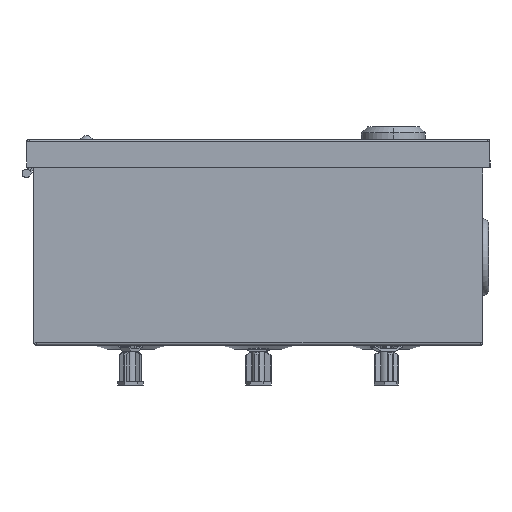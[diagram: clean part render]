
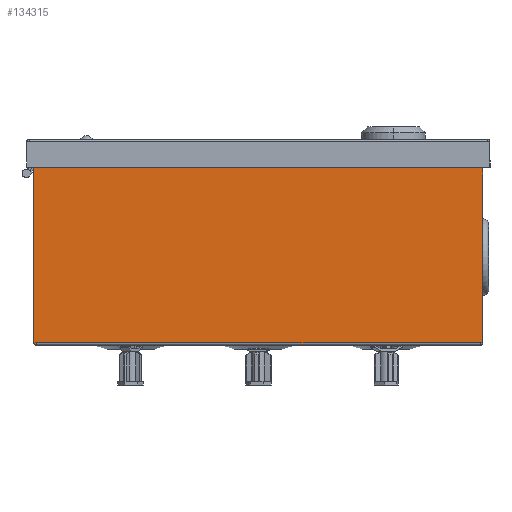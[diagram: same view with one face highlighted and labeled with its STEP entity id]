
A CAD part, front view. The second image highlights one B-rep face of the part: STEP entity #134315.
In plain terms, the highlighted planar face has unit normal (0, -1, 0).
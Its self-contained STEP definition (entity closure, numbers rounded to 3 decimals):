
#550 = VECTOR ( 'NONE', #58274, 1000. ) ;
#2184 = CARTESIAN_POINT ( 'NONE',  ( -79., -99., 0.1 ) ) ;
#12467 = EDGE_CURVE ( 'NONE', #103952, #96786, #89991, .T. ) ;
#13911 = LINE ( 'NONE', #45561, #135205 ) ;
#15947 = ORIENTED_EDGE ( 'NONE', *, *, #60642, .T. ) ;
#21712 = ORIENTED_EDGE ( 'NONE', *, *, #12467, .T. ) ;
#23754 = DIRECTION ( 'NONE',  ( 0., 0., 1. ) ) ;
#26133 = CARTESIAN_POINT ( 'NONE',  ( 79., -99., 69.7 ) ) ;
#31092 = CARTESIAN_POINT ( 'NONE',  ( 78.1, -99., 0.1 ) ) ;
#31273 = LINE ( 'NONE', #98609, #99474 ) ;
#35995 = LINE ( 'NONE', #124012, #42157 ) ;
#42157 = VECTOR ( 'NONE', #89469, 1000. ) ;
#42696 = LINE ( 'NONE', #120153, #123092 ) ;
#43517 = ORIENTED_EDGE ( 'NONE', *, *, #132702, .F. ) ;
#45561 = CARTESIAN_POINT ( 'NONE',  ( 79., -99., 0. ) ) ;
#47091 = VERTEX_POINT ( 'NONE', #31092 ) ;
#48122 = ORIENTED_EDGE ( 'NONE', *, *, #53715, .T. ) ;
#49486 = EDGE_CURVE ( 'NONE', #47091, #64163, #35995, .T. ) ;
#52325 = AXIS2_PLACEMENT_3D ( 'NONE', #95578, #138603, #85738 ) ;
#53715 = EDGE_CURVE ( 'NONE', #122641, #103952, #13911, .T. ) ;
#56606 = VERTEX_POINT ( 'NONE', #109598 ) ;
#57817 = CARTESIAN_POINT ( 'NONE',  ( -79., -99., 69.7 ) ) ;
#58274 = DIRECTION ( 'NONE',  ( -1., 0., 0. ) ) ;
#60642 = EDGE_CURVE ( 'NONE', #96786, #56606, #42696, .T. ) ;
#63906 = ORIENTED_EDGE ( 'NONE', *, *, #79029, .F. ) ;
#64163 = VERTEX_POINT ( 'NONE', #118853 ) ;
#66531 = DIRECTION ( 'NONE',  ( 0., 0., -1. ) ) ;
#68267 = DIRECTION ( 'NONE',  ( -1., 0., 0. ) ) ;
#79029 = EDGE_CURVE ( 'NONE', #64163, #56606, #31273, .T. ) ;
#85738 = DIRECTION ( 'NONE',  ( 0., 0., 1. ) ) ;
#89428 = DIRECTION ( 'NONE',  ( -1., 0., 0. ) ) ;
#89469 = DIRECTION ( 'NONE',  ( -1., 0., 0. ) ) ;
#89991 = LINE ( 'NONE', #122420, #550 ) ;
#95578 = CARTESIAN_POINT ( 'NONE',  ( 0., -99., 0. ) ) ;
#96271 = FACE_OUTER_BOUND ( 'NONE', #107803, .T. ) ;
#96786 = VERTEX_POINT ( 'NONE', #57817 ) ;
#98609 = CARTESIAN_POINT ( 'NONE',  ( -79., -99., 0.1 ) ) ;
#99474 = VECTOR ( 'NONE', #89428, 1000. ) ;
#103952 = VERTEX_POINT ( 'NONE', #26133 ) ;
#106400 = VECTOR ( 'NONE', #68267, 1000. ) ;
#107803 = EDGE_LOOP ( 'NONE', ( #43517, #48122, #21712, #15947, #63906, #127559 ) ) ;
#109598 = CARTESIAN_POINT ( 'NONE',  ( -79., -99., 0.1 ) ) ;
#118379 = CARTESIAN_POINT ( 'NONE',  ( 79., -99., 0.1 ) ) ;
#118853 = CARTESIAN_POINT ( 'NONE',  ( -78.1, -99., 0.1 ) ) ;
#120153 = CARTESIAN_POINT ( 'NONE',  ( -79., -99., 0. ) ) ;
#121840 = LINE ( 'NONE', #2184, #106400 ) ;
#122420 = CARTESIAN_POINT ( 'NONE',  ( 0., -99., 69.7 ) ) ;
#122641 = VERTEX_POINT ( 'NONE', #118379 ) ;
#123092 = VECTOR ( 'NONE', #66531, 1000. ) ;
#124012 = CARTESIAN_POINT ( 'NONE',  ( -79., -99., 0.1 ) ) ;
#127559 = ORIENTED_EDGE ( 'NONE', *, *, #49486, .F. ) ;
#130135 = PLANE ( 'NONE',  #52325 ) ;
#132702 = EDGE_CURVE ( 'NONE', #122641, #47091, #121840, .T. ) ;
#134315 = ADVANCED_FACE ( 'NONE', ( #96271 ), #130135, .F. ) ;
#135205 = VECTOR ( 'NONE', #23754, 1000. ) ;
#138603 = DIRECTION ( 'NONE',  ( 0., 1., 0. ) ) ;
